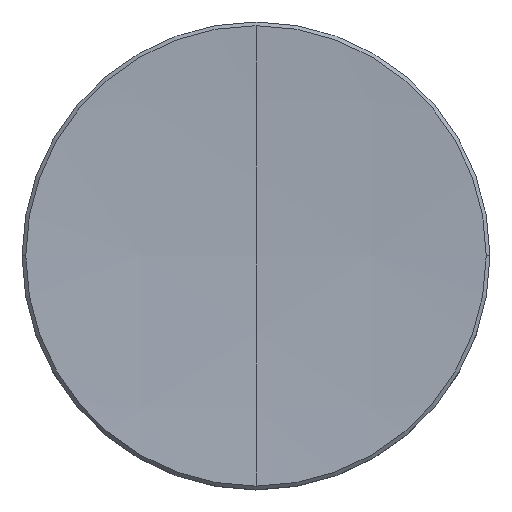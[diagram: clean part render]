
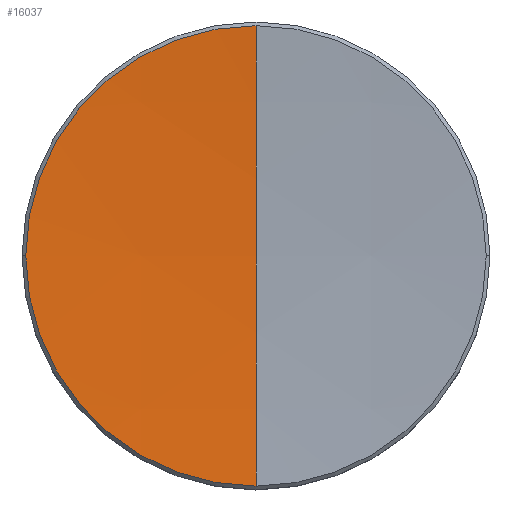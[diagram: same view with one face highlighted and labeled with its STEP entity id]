
A CAD part, top view. The second image highlights one B-rep face of the part: STEP entity #16037.
In plain terms, the highlighted spherical face has radius 200 mm.
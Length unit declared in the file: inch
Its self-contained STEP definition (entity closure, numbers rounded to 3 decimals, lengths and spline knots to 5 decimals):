
#211 = CIRCLE ( 'NONE', #226, 0.49214 ) ;
#213 = DIRECTION ( 'NONE',  ( 0., 0., 1. ) ) ;
#226 = AXIS2_PLACEMENT_3D ( 'NONE', #240, #213, #300 ) ;
#240 = CARTESIAN_POINT ( 'NONE',  ( 0., 0., 0.1335 ) ) ;
#249 = CARTESIAN_POINT ( 'NONE',  ( 0., 0., 0.1335 ) ) ;
#295 = DIRECTION ( 'NONE',  ( 1., 0., 0. ) ) ;
#296 = DIRECTION ( 'NONE',  ( 0., 0., 1. ) ) ;
#299 = AXIS2_PLACEMENT_3D ( 'NONE', #249, #296, #295 ) ;
#300 = DIRECTION ( 'NONE',  ( 1., 0., 0. ) ) ;
#304 = CIRCLE ( 'NONE', #299, 0.49214 ) ;
#446 = DIRECTION ( 'NONE',  ( 0., 0., 1. ) ) ;
#447 = DIRECTION ( 'NONE',  ( -1., 0., 0. ) ) ;
#448 = CARTESIAN_POINT ( 'NONE',  ( 0., 0., 7.99213 ) ) ;
#451 = DIRECTION ( 'NONE',  ( 0., 1., 0. ) ) ;
#452 = DIRECTION ( 'NONE',  ( 1., 0., 0. ) ) ;
#453 = CARTESIAN_POINT ( 'NONE',  ( 0., 0., 7.99213 ) ) ;
#454 = AXIS2_PLACEMENT_3D ( 'NONE', #448, #447, #446 ) ;
#455 = CIRCLE ( 'NONE', #454, 7.87402 ) ;
#457 = CARTESIAN_POINT ( 'NONE',  ( 0., 0., 7.99213 ) ) ;
#458 = CARTESIAN_POINT ( 'NONE',  ( -0.49214, 0., 0.1335 ) ) ;
#459 = CARTESIAN_POINT ( 'NONE',  ( 0., 0.49214, 0.1335 ) ) ;
#468 = AXIS2_PLACEMENT_3D ( 'NONE', #453, #452, #451 ) ;
#470 = CIRCLE ( 'NONE', #468, 7.87402 ) ;
#510 = FACE_OUTER_BOUND ( 'NONE', #15980, .T. ) ;
#514 = CARTESIAN_POINT ( 'NONE',  ( 0., -0.49214, 0.1335 ) ) ;
#515 = CARTESIAN_POINT ( 'NONE',  ( 0., 0., 0.11811 ) ) ;
#516 = AXIS2_PLACEMENT_3D ( 'NONE', #457, #523, #526 ) ;
#523 = DIRECTION ( 'NONE',  ( 1., 0., 0. ) ) ;
#526 = DIRECTION ( 'NONE',  ( 0., 1., 0. ) ) ;
#543 = SPHERICAL_SURFACE ( 'NONE', #516, 7.87402 ) ;
#15980 = EDGE_LOOP ( 'NONE', ( #16038, #16012, #16014, #16017 ) ) ;
#15981 = EDGE_CURVE ( 'NONE', #16011, #16036, #211, .T. ) ;
#15982 = EDGE_CURVE ( 'NONE', #16010, #16011, #304, .T. ) ;
#16010 = VERTEX_POINT ( 'NONE', #459 ) ;
#16011 = VERTEX_POINT ( 'NONE', #458 ) ;
#16012 = ORIENTED_EDGE ( 'NONE', *, *, #15981, .T. ) ;
#16013 = EDGE_CURVE ( 'NONE', #16036, #16035, #470, .T. ) ;
#16014 = ORIENTED_EDGE ( 'NONE', *, *, #16013, .T. ) ;
#16015 = EDGE_CURVE ( 'NONE', #16010, #16035, #455, .T. ) ;
#16017 = ORIENTED_EDGE ( 'NONE', *, *, #16015, .F. ) ;
#16035 = VERTEX_POINT ( 'NONE', #515 ) ;
#16036 = VERTEX_POINT ( 'NONE', #514 ) ;
#16037 = ADVANCED_FACE ( 'NONE', ( #510 ), #543, .F. ) ;
#16038 = ORIENTED_EDGE ( 'NONE', *, *, #15982, .T. ) ;
